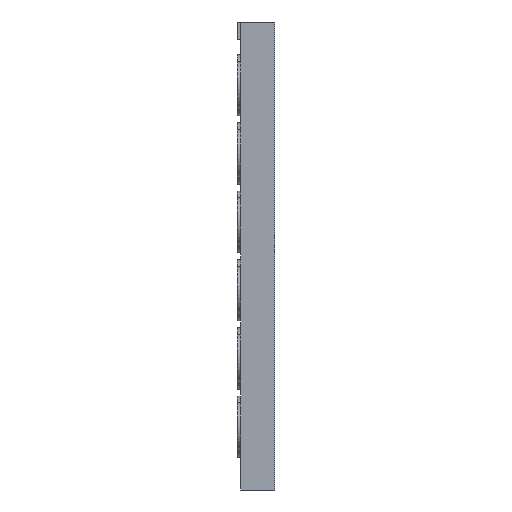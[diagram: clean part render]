
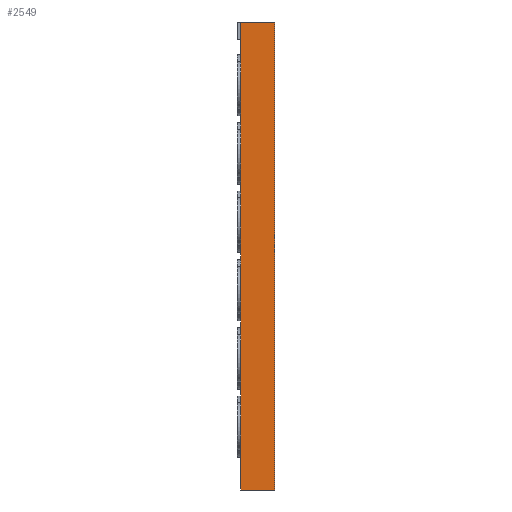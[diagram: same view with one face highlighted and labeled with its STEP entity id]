
A CAD part, left-side view. The second image highlights one B-rep face of the part: STEP entity #2549.
In plain terms, the highlighted planar face has unit normal (-1, 0, 0).
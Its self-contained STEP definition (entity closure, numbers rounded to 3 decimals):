
#35 = CARTESIAN_POINT ( 'NONE',  ( -23., 0., 0. ) ) ;
#42 = EDGE_CURVE ( 'NONE', #4827, #396, #4489, .T. ) ;
#210 = ORIENTED_EDGE ( 'NONE', *, *, #868, .T. ) ;
#316 = LINE ( 'NONE', #4792, #1310 ) ;
#396 = VERTEX_POINT ( 'NONE', #3681 ) ;
#558 = DIRECTION ( 'NONE',  ( 0., 0., 1. ) ) ;
#716 = DIRECTION ( 'NONE',  ( 0., -1., 0. ) ) ;
#762 = VERTEX_POINT ( 'NONE', #3754 ) ;
#862 = CARTESIAN_POINT ( 'NONE',  ( -23., 1., -13.7 ) ) ;
#868 = EDGE_CURVE ( 'NONE', #2992, #396, #4587, .T. ) ;
#951 = VECTOR ( 'NONE', #5025, 1000. ) ;
#1031 = EDGE_CURVE ( 'NONE', #762, #2992, #316, .T. ) ;
#1132 = DIRECTION ( 'NONE',  ( 0., 0., 1. ) ) ;
#1188 = DIRECTION ( 'NONE',  ( -1., 0., 0. ) ) ;
#1310 = VECTOR ( 'NONE', #716, 1000. ) ;
#1404 = AXIS2_PLACEMENT_3D ( 'NONE', #3231, #1188, #1132 ) ;
#1405 = VECTOR ( 'NONE', #2998, 1000. ) ;
#1419 = EDGE_CURVE ( 'NONE', #4827, #762, #4514, .T. ) ;
#1870 = ORIENTED_EDGE ( 'NONE', *, *, #42, .F. ) ;
#2549 = ADVANCED_FACE ( 'NONE', ( #4273 ), #3930, .T. ) ;
#2992 = VERTEX_POINT ( 'NONE', #4392 ) ;
#2998 = DIRECTION ( 'NONE',  ( 0., 0., -1. ) ) ;
#3231 = CARTESIAN_POINT ( 'NONE',  ( -23., 0., -13.7 ) ) ;
#3459 = CARTESIAN_POINT ( 'NONE',  ( -23., 0., -6.85 ) ) ;
#3593 = VECTOR ( 'NONE', #558, 1000. ) ;
#3602 = ORIENTED_EDGE ( 'NONE', *, *, #1031, .T. ) ;
#3681 = CARTESIAN_POINT ( 'NONE',  ( -23., 0., 0. ) ) ;
#3754 = CARTESIAN_POINT ( 'NONE',  ( -23., 1., -13.7 ) ) ;
#3930 = PLANE ( 'NONE',  #1404 ) ;
#4273 = FACE_OUTER_BOUND ( 'NONE', #5019, .T. ) ;
#4384 = CARTESIAN_POINT ( 'NONE',  ( -23., 1., 0. ) ) ;
#4392 = CARTESIAN_POINT ( 'NONE',  ( -23., 0., -13.7 ) ) ;
#4489 = LINE ( 'NONE', #35, #951 ) ;
#4514 = LINE ( 'NONE', #862, #1405 ) ;
#4587 = LINE ( 'NONE', #3459, #3593 ) ;
#4792 = CARTESIAN_POINT ( 'NONE',  ( -23., 0., -13.7 ) ) ;
#4827 = VERTEX_POINT ( 'NONE', #4384 ) ;
#4842 = ORIENTED_EDGE ( 'NONE', *, *, #1419, .T. ) ;
#5019 = EDGE_LOOP ( 'NONE', ( #4842, #3602, #210, #1870 ) ) ;
#5025 = DIRECTION ( 'NONE',  ( 0., -1., 0. ) ) ;
